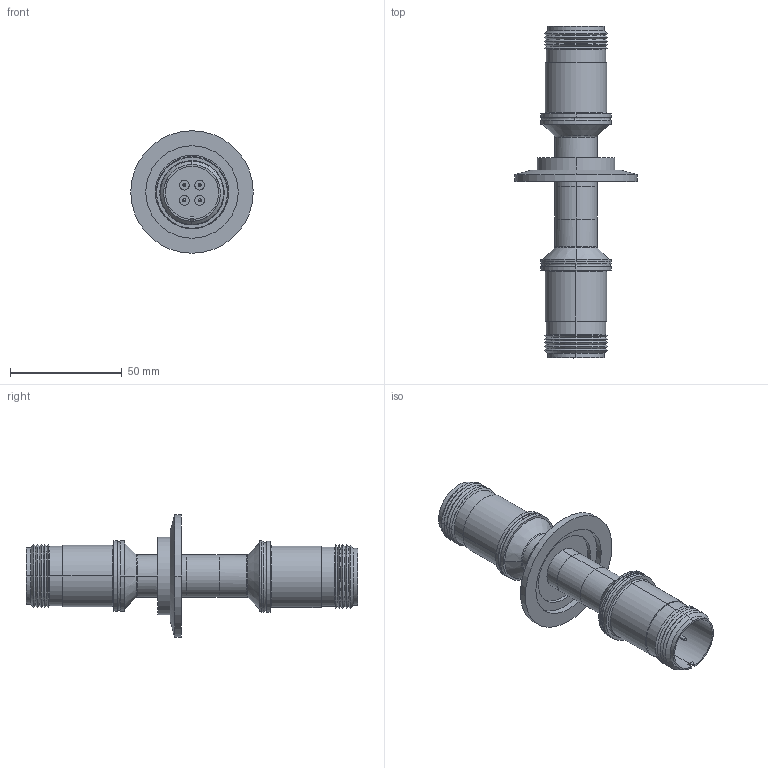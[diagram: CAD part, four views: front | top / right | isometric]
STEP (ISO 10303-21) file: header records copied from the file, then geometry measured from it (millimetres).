
FILE_DESCRIPTION (( 'STEP AP203' ), '1' );
FILE_NAME ('A2563-1-QF.STEP', '2013-04-04T11:31:19', ( '' ), ( '' ), 'SwSTEP 2.0', 'SolidWorks 2012', '' );
FILE_SCHEMA (( 'CONFIG_CONTROL_DESIGN' ));
Length unit declared in the file: inch
Products named in the file (1): A2563-1-QF
Bounding box: 54.89 x 148.72 x 54.89 mm (x, y, z)
Volume: 29770.2 mm3; surface area: 40917.8 mm2
Topology: 1 solids, 2 shells, 361 faces, 804 edges, 514 vertices
Faces by surface type: cylinder 180, plane 97, cone 52, bspline 32
Entity records: 11085 total; most frequent: CARTESIAN_POINT 2654, DIRECTION 1928, ORIENTED_EDGE 1608, AXIS2_PLACEMENT_3D 828, EDGE_CURVE 804, VERTEX_POINT 514, CIRCLE 498, EDGE_LOOP 464
